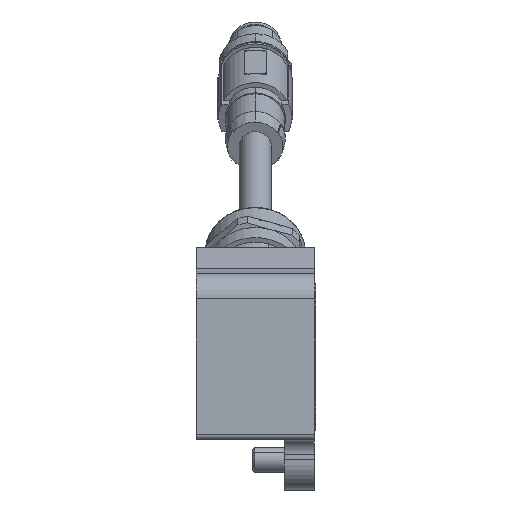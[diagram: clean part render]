
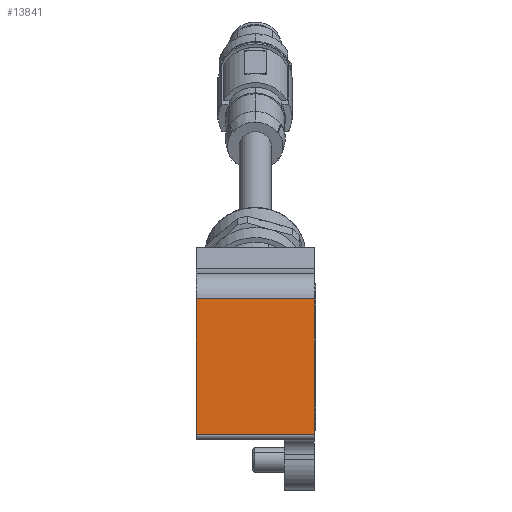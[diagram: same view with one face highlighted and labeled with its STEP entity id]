
A CAD part, left-side view. The second image highlights one B-rep face of the part: STEP entity #13841.
In plain terms, the highlighted planar face has unit normal (-1, 0, 0).
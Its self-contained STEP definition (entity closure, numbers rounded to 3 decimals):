
#210 = LINE ( 'NONE', #3434, #10027 ) ;
#417 = VERTEX_POINT ( 'NONE', #18693 ) ;
#757 = VERTEX_POINT ( 'NONE', #19485 ) ;
#1391 = VECTOR ( 'NONE', #4517, 1000. ) ;
#1425 = CARTESIAN_POINT ( 'NONE',  ( -29., -12., 1. ) ) ;
#1672 = PLANE ( 'NONE',  #14036 ) ;
#1950 = CARTESIAN_POINT ( 'NONE',  ( -29., 11.5, 45. ) ) ;
#3248 = ORIENTED_EDGE ( 'NONE', *, *, #10262, .T. ) ;
#3434 = CARTESIAN_POINT ( 'NONE',  ( -29., -12., 45. ) ) ;
#3557 = DIRECTION ( 'NONE',  ( 1., 0., 0. ) ) ;
#4424 = ORIENTED_EDGE ( 'NONE', *, *, #16115, .T. ) ;
#4437 = EDGE_CURVE ( 'NONE', #19747, #417, #210, .T. ) ;
#4517 = DIRECTION ( 'NONE',  ( 0., -1., 0. ) ) ;
#4754 = CARTESIAN_POINT ( 'NONE',  ( -29., -12., 28. ) ) ;
#7645 = VERTEX_POINT ( 'NONE', #12748 ) ;
#7805 = DIRECTION ( 'NONE',  ( 0., 0., -1. ) ) ;
#8444 = EDGE_CURVE ( 'NONE', #19747, #7645, #9292, .T. ) ;
#8564 = VECTOR ( 'NONE', #9201, 1000. ) ;
#9201 = DIRECTION ( 'NONE',  ( 0., 1., 0. ) ) ;
#9292 = LINE ( 'NONE', #4754, #8564 ) ;
#10027 = VECTOR ( 'NONE', #15569, 1000. ) ;
#10262 = EDGE_CURVE ( 'NONE', #7645, #757, #14284, .T. ) ;
#10674 = ORIENTED_EDGE ( 'NONE', *, *, #8444, .T. ) ;
#11736 = EDGE_LOOP ( 'NONE', ( #3248, #4424, #11864, #10674 ) ) ;
#11864 = ORIENTED_EDGE ( 'NONE', *, *, #4437, .F. ) ;
#12027 = VECTOR ( 'NONE', #12860, 1000. ) ;
#12599 = CARTESIAN_POINT ( 'NONE',  ( -29., -12., 28. ) ) ;
#12748 = CARTESIAN_POINT ( 'NONE',  ( -29., 11.5, 28. ) ) ;
#12860 = DIRECTION ( 'NONE',  ( 0., 0., -1. ) ) ;
#13841 = ADVANCED_FACE ( 'NONE', ( #17429 ), #1672, .F. ) ;
#14036 = AXIS2_PLACEMENT_3D ( 'NONE', #18955, #3557, #7805 ) ;
#14284 = LINE ( 'NONE', #1950, #12027 ) ;
#15569 = DIRECTION ( 'NONE',  ( 0., 0., -1. ) ) ;
#16115 = EDGE_CURVE ( 'NONE', #757, #417, #16679, .T. ) ;
#16679 = LINE ( 'NONE', #1425, #1391 ) ;
#17429 = FACE_OUTER_BOUND ( 'NONE', #11736, .T. ) ;
#18693 = CARTESIAN_POINT ( 'NONE',  ( -29., -12., 1. ) ) ;
#18955 = CARTESIAN_POINT ( 'NONE',  ( -29., -12., 45. ) ) ;
#19485 = CARTESIAN_POINT ( 'NONE',  ( -29., 11.5, 1. ) ) ;
#19747 = VERTEX_POINT ( 'NONE', #12599 ) ;
